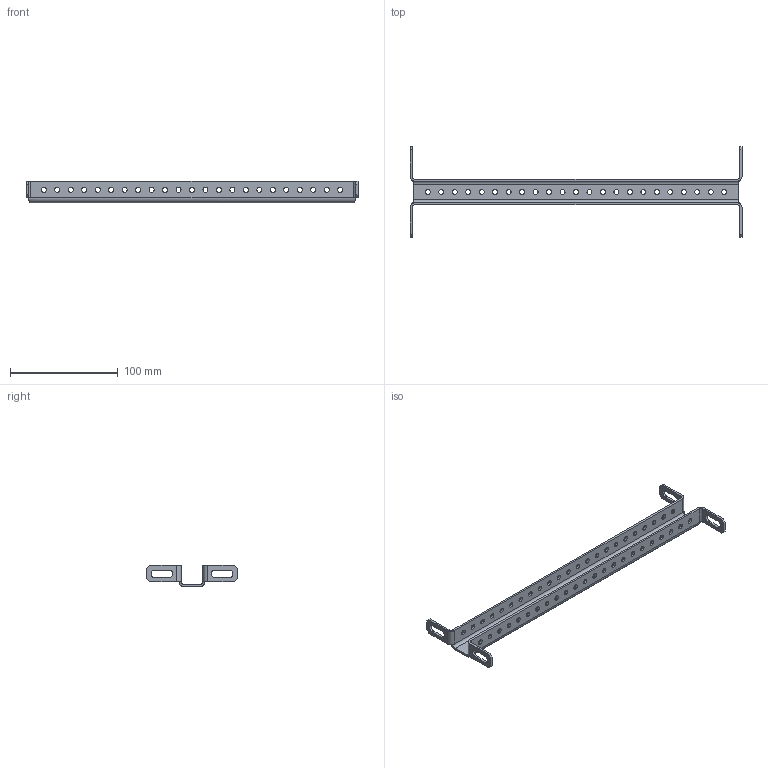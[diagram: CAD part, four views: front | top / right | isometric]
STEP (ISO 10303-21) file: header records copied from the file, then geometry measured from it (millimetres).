
FILE_DESCRIPTION(/* description */ (''),/* implementation_level */ '2;1');
FILE_NAME(/* name */ 'PPI400.stp',/* time_stamp */ '2022-11-07T16:52:42+01:00',/* author */ (''),/* organization */ (''),/* preprocessor_version */ 'ST-DEVELOPER v16.7',/* originating_system */ 'SIEMENS PLM Software NX 12.0',/* authorisation */ '');
FILE_SCHEMA (('AUTOMOTIVE_DESIGN { 1 0 10303 214 3 1 1 1 }'));
Length unit declared in the file: millimetre
Products named in the file (1): PPI400_stp
Bounding box: 308 x 84 x 20 mm (x, y, z)
Volume: 34816 mm3; surface area: 39163.4 mm2
Topology: 1 solids, 1 shells, 143 faces, 407 edges, 266 vertices
Faces by surface type: cylinder 89, plane 50, bspline 4
Full cylindrical faces by diameter (mm): 4.65 x69
Entity records: 4778 total; most frequent: CARTESIAN_POINT 864, DIRECTION 788, ORIENTED_EDGE 676, EDGE_LOOP 358, EDGE_CURVE 338, AXIS2_PLACEMENT_3D 318, FACE_BOUND 298, VERTEX_POINT 266
